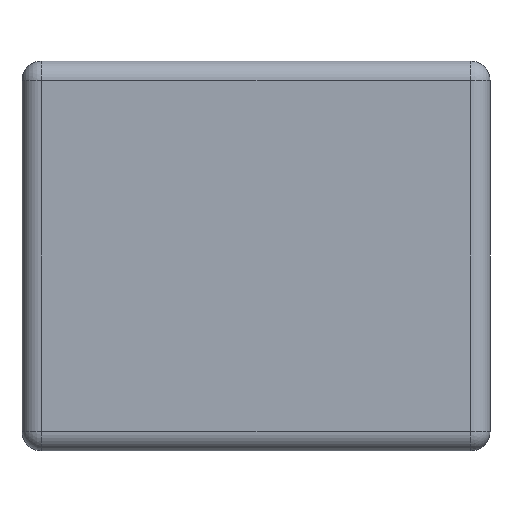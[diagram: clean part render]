
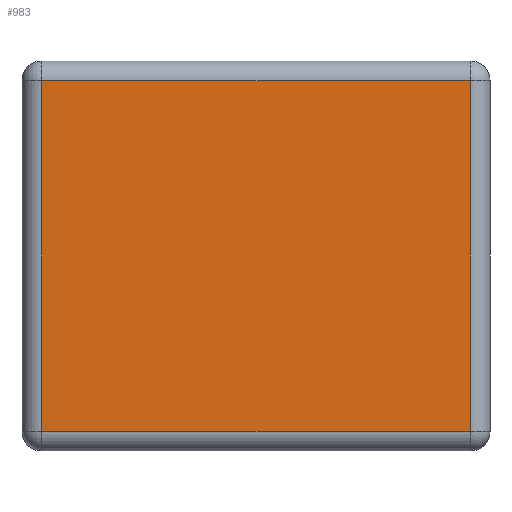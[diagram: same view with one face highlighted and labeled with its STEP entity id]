
A CAD part, left-side view. The second image highlights one B-rep face of the part: STEP entity #983.
In plain terms, the highlighted planar face has unit normal (-1, 0, 0).
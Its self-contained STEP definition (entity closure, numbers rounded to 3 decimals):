
#4 = CARTESIAN_POINT ( 'NONE',  ( -0.5, 0.575, 0.225 ) ) ;
#9 = VECTOR ( 'NONE', #719, 1000. ) ;
#41 = EDGE_LOOP ( 'NONE', ( #313, #1068, #1218, #132 ) ) ;
#75 = LINE ( 'NONE', #175, #712 ) ;
#132 = ORIENTED_EDGE ( 'NONE', *, *, #1210, .T. ) ;
#149 = VERTEX_POINT ( 'NONE', #4 ) ;
#175 = CARTESIAN_POINT ( 'NONE',  ( -0.5, 0.575, -0.25 ) ) ;
#199 = VECTOR ( 'NONE', #305, 1000. ) ;
#233 = EDGE_CURVE ( 'NONE', #873, #1247, #738, .T. ) ;
#244 = FACE_OUTER_BOUND ( 'NONE', #41, .T. ) ;
#284 = EDGE_CURVE ( 'NONE', #1247, #460, #937, .T. ) ;
#305 = DIRECTION ( 'NONE',  ( 0., 1., 0. ) ) ;
#313 = ORIENTED_EDGE ( 'NONE', *, *, #754, .T. ) ;
#333 = CARTESIAN_POINT ( 'NONE',  ( -0.5, 0.025, -0.25 ) ) ;
#358 = DIRECTION ( 'NONE',  ( 0., 0., -1. ) ) ;
#422 = DIRECTION ( 'NONE',  ( 0., 0., -1. ) ) ;
#460 = VERTEX_POINT ( 'NONE', #1021 ) ;
#486 = CARTESIAN_POINT ( 'NONE',  ( -0.5, 0.025, -0.225 ) ) ;
#589 = VECTOR ( 'NONE', #1138, 1000. ) ;
#647 = CARTESIAN_POINT ( 'NONE',  ( -0.5, 0.6, -0.25 ) ) ;
#656 = PLANE ( 'NONE',  #1055 ) ;
#710 = CARTESIAN_POINT ( 'NONE',  ( -0.5, 0.6, 0.225 ) ) ;
#712 = VECTOR ( 'NONE', #358, 1000. ) ;
#719 = DIRECTION ( 'NONE',  ( 0., -1., 0. ) ) ;
#738 = LINE ( 'NONE', #1118, #9 ) ;
#754 = EDGE_CURVE ( 'NONE', #149, #873, #75, .T. ) ;
#873 = VERTEX_POINT ( 'NONE', #1190 ) ;
#937 = LINE ( 'NONE', #333, #589 ) ;
#983 = ADVANCED_FACE ( 'NONE', ( #244 ), #656, .F. ) ;
#1021 = CARTESIAN_POINT ( 'NONE',  ( -0.5, 0.025, 0.225 ) ) ;
#1040 = DIRECTION ( 'NONE',  ( 1., 0., 0. ) ) ;
#1055 = AXIS2_PLACEMENT_3D ( 'NONE', #647, #1040, #422 ) ;
#1068 = ORIENTED_EDGE ( 'NONE', *, *, #233, .T. ) ;
#1118 = CARTESIAN_POINT ( 'NONE',  ( -0.5, 0.6, -0.225 ) ) ;
#1138 = DIRECTION ( 'NONE',  ( 0., 0., 1. ) ) ;
#1190 = CARTESIAN_POINT ( 'NONE',  ( -0.5, 0.575, -0.225 ) ) ;
#1196 = LINE ( 'NONE', #710, #199 ) ;
#1210 = EDGE_CURVE ( 'NONE', #460, #149, #1196, .T. ) ;
#1218 = ORIENTED_EDGE ( 'NONE', *, *, #284, .T. ) ;
#1247 = VERTEX_POINT ( 'NONE', #486 ) ;
